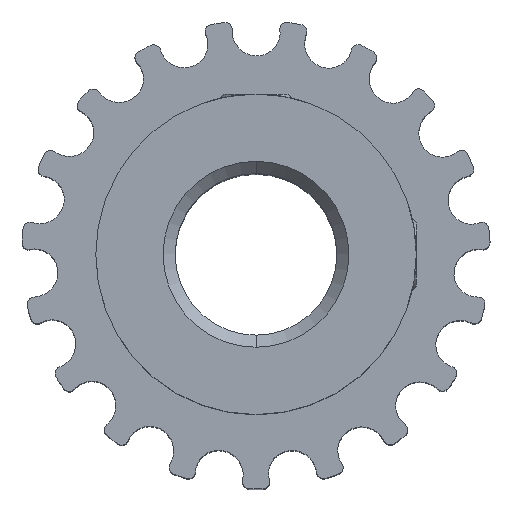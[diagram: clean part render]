
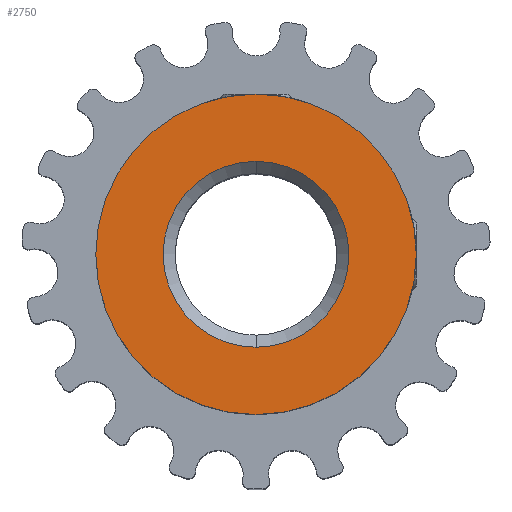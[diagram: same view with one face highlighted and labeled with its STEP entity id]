
A CAD part, top view. The second image highlights one B-rep face of the part: STEP entity #2750.
In plain terms, the highlighted planar face has unit normal (0, 0, 1).
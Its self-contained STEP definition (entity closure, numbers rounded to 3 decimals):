
#13=CARTESIAN_POINT('',(0.,0.,7.8));
#14=DIRECTION('',(0.,0.,1.));
#15=DIRECTION('',(0.,1.,0.));
#16=AXIS2_PLACEMENT_3D('',#13,#14,#15);
#18=CARTESIAN_POINT('',(0.,0.,7.8));
#19=DIRECTION('',(0.,0.,-1.));
#20=DIRECTION('',(0.,1.,0.));
#21=AXIS2_PLACEMENT_3D('',#18,#19,#20);
#32=CARTESIAN_POINT('',(0.,0.,7.8));
#33=DIRECTION('',(0.,0.,-1.));
#34=DIRECTION('',(0.,1.,0.));
#35=AXIS2_PLACEMENT_3D('',#32,#33,#34);
#1349=CARTESIAN_POINT('',(0.,0.,7.8));
#1350=DIRECTION('',(0.,0.,1.));
#1351=DIRECTION('',(0.,1.,0.));
#1352=AXIS2_PLACEMENT_3D('',#1349,#1350,#1351);
#2217=CARTESIAN_POINT('',(0.,5.95,7.8));
#2218=CARTESIAN_POINT('',(0.,-5.95,7.8));
#2219=VERTEX_POINT('',#2217);
#2220=VERTEX_POINT('',#2218);
#2385=CARTESIAN_POINT('',(0.,3.45,7.8));
#2386=CARTESIAN_POINT('',(0.,-3.45,7.8));
#2387=VERTEX_POINT('',#2385);
#2388=VERTEX_POINT('',#2386);
#2733=CARTESIAN_POINT('',(0.,0.,7.8));
#2734=DIRECTION('',(0.,0.,-1.));
#2735=DIRECTION('',(0.,-1.,0.));
#2736=AXIS2_PLACEMENT_3D('',#2733,#2734,#2735);
#2737=PLANE('',#2736);
#2739=ORIENTED_EDGE('',*,*,#2738,.F.);
#2741=ORIENTED_EDGE('',*,*,#2740,.T.);
#2742=EDGE_LOOP('',(#2739,#2741));
#2743=FACE_OUTER_BOUND('',#2742,.F.);
#2745=ORIENTED_EDGE('',*,*,#2744,.F.);
#2747=ORIENTED_EDGE('',*,*,#2746,.T.);
#2748=EDGE_LOOP('',(#2745,#2747));
#2749=FACE_BOUND('',#2748,.F.);
#17=CIRCLE('',#16,5.95);
#22=CIRCLE('',#21,5.95);
#36=CIRCLE('',#35,3.45);
#1353=CIRCLE('',#1352,3.45);
#2738=EDGE_CURVE('',#2219,#2220,#17,.T.);
#2740=EDGE_CURVE('',#2219,#2220,#22,.T.);
#2744=EDGE_CURVE('',#2387,#2388,#36,.T.);
#2746=EDGE_CURVE('',#2387,#2388,#1353,.T.);
#2750=ADVANCED_FACE('',(#2743,#2749),#2737,.F.);
